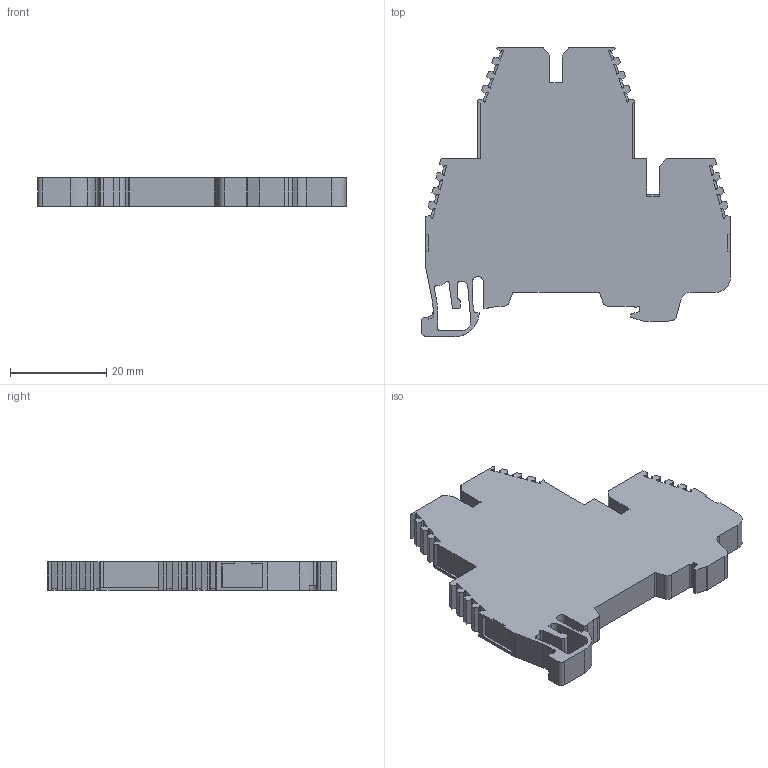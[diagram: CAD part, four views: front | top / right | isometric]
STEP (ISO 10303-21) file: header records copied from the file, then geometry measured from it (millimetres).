
FILE_DESCRIPTION (( 'STEP AP214' ), '1' );
FILE_NAME ('2.1.0.1.012279.STEP', '2018-10-04T10:39:39', ( '' ), ( '' ), 'SwSTEP 2.0', 'SolidWorks 2018', '' );
FILE_SCHEMA (( 'AUTOMOTIVE_DESIGN' ));
Length unit declared in the file: millimetre
Products named in the file (1): 2.1.0.1.012279
Bounding box: 64.03 x 60 x 6 mm (x, y, z)
Volume: 14527 mm3; surface area: 7295.1 mm2
Topology: 1 solids, 1 shells, 321 faces, 917 edges, 602 vertices
Faces by surface type: plane 230, cylinder 91
Entity records: 10428 total; most frequent: CARTESIAN_POINT 1841, ORIENTED_EDGE 1834, DIRECTION 1744, EDGE_CURVE 917, LINE 734, VECTOR 734, VERTEX_POINT 602, AXIS2_PLACEMENT_3D 505
